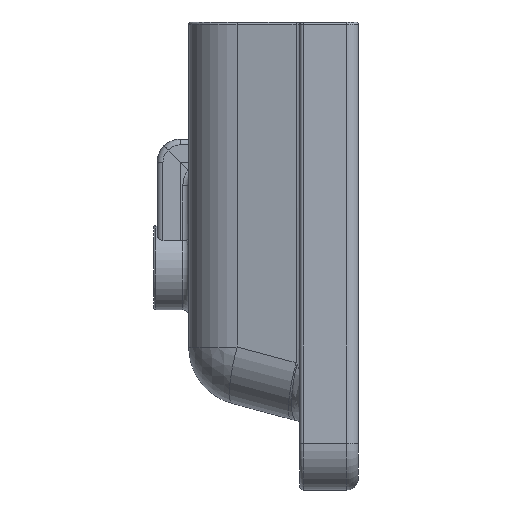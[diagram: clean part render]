
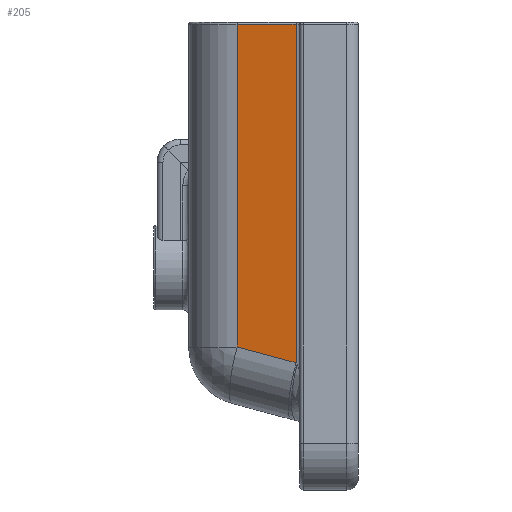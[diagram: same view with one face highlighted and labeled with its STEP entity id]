
A CAD part, left-side view. The second image highlights one B-rep face of the part: STEP entity #205.
In plain terms, the highlighted planar face has unit normal (-0.985, 0.174, 0).
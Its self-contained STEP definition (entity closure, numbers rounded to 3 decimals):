
#205 = ADVANCED_FACE ( 'NONE', ( #9233 ), #5577, .T. ) ;
#311 = CARTESIAN_POINT ( 'NONE',  ( -186.718, 103.682, -77.781 ) ) ;
#432 = VECTOR ( 'NONE', #4651, 1000. ) ;
#494 = EDGE_LOOP ( 'NONE', ( #614, #3248, #682, #1211 ) ) ;
#614 = ORIENTED_EDGE ( 'NONE', *, *, #2128, .T. ) ;
#662 = CARTESIAN_POINT ( 'NONE',  ( -200.478, 25.647, -98.691 ) ) ;
#682 = ORIENTED_EDGE ( 'NONE', *, *, #6345, .T. ) ;
#986 = CARTESIAN_POINT ( 'NONE',  ( -205., 0., 198. ) ) ;
#1033 = DIRECTION ( 'NONE',  ( 0., 0., 1. ) ) ;
#1211 = ORIENTED_EDGE ( 'NONE', *, *, #5764, .T. ) ;
#1435 = LINE ( 'NONE', #5789, #8910 ) ;
#1563 = VECTOR ( 'NONE', #9422, 1000. ) ;
#1909 = DIRECTION ( 'NONE',  ( -0.174, -0.985, 0. ) ) ;
#2128 = EDGE_CURVE ( 'NONE', #6670, #4954, #4647, .T. ) ;
#2742 = VERTEX_POINT ( 'NONE', #311 ) ;
#3248 = ORIENTED_EDGE ( 'NONE', *, *, #3988, .T. ) ;
#3988 = EDGE_CURVE ( 'NONE', #4954, #8862, #7532, .T. ) ;
#4321 = LINE ( 'NONE', #662, #1563 ) ;
#4647 = LINE ( 'NONE', #7572, #4968 ) ;
#4651 = DIRECTION ( 'NONE',  ( 0.174, 0.985, 0. ) ) ;
#4954 = VERTEX_POINT ( 'NONE', #8399 ) ;
#4968 = VECTOR ( 'NONE', #1033, 1000. ) ;
#5404 = CARTESIAN_POINT ( 'NONE',  ( -195.608, 53.264, -91.291 ) ) ;
#5577 = PLANE ( 'NONE',  #7620 ) ;
#5764 = EDGE_CURVE ( 'NONE', #2742, #6670, #4321, .T. ) ;
#5789 = CARTESIAN_POINT ( 'NONE',  ( -186.718, 103.682, 0. ) ) ;
#5861 = CARTESIAN_POINT ( 'NONE',  ( -186.718, 103.682, 198. ) ) ;
#6345 = EDGE_CURVE ( 'NONE', #8862, #2742, #1435, .T. ) ;
#6414 = DIRECTION ( 'NONE',  ( 0., 0., -1. ) ) ;
#6670 = VERTEX_POINT ( 'NONE', #5404 ) ;
#7532 = LINE ( 'NONE', #986, #432 ) ;
#7572 = CARTESIAN_POINT ( 'NONE',  ( -195.608, 53.264, 200. ) ) ;
#7620 = AXIS2_PLACEMENT_3D ( 'NONE', #8500, #9054, #1909 ) ;
#8399 = CARTESIAN_POINT ( 'NONE',  ( -195.608, 53.264, 198. ) ) ;
#8500 = CARTESIAN_POINT ( 'NONE',  ( -205., 0., 0. ) ) ;
#8862 = VERTEX_POINT ( 'NONE', #5861 ) ;
#8910 = VECTOR ( 'NONE', #6414, 1000. ) ;
#9054 = DIRECTION ( 'NONE',  ( -0.985, 0.174, 0. ) ) ;
#9233 = FACE_OUTER_BOUND ( 'NONE', #494, .T. ) ;
#9422 = DIRECTION ( 'NONE',  ( -0.168, -0.952, -0.255 ) ) ;
